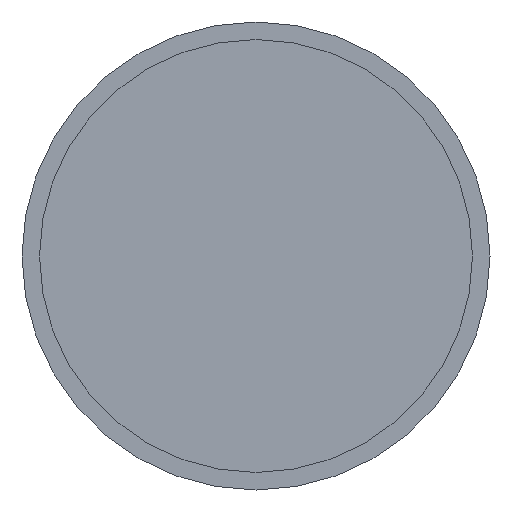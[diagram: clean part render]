
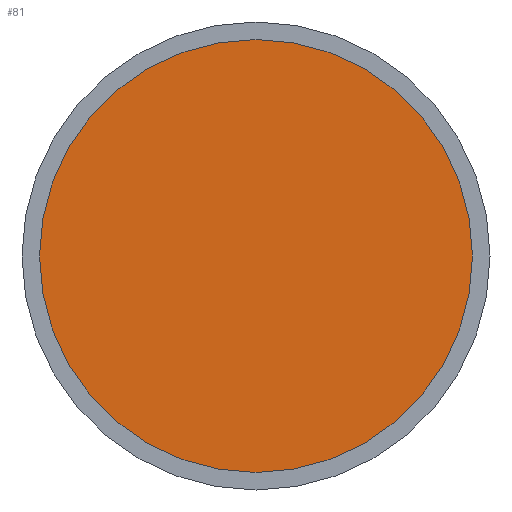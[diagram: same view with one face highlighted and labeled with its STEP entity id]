
A CAD part, front view. The second image highlights one B-rep face of the part: STEP entity #81.
In plain terms, the highlighted planar face has unit normal (0, -1, 0).
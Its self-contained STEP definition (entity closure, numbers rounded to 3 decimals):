
#81 = ADVANCED_FACE( '', ( #169 ), #170, .F. );
#169 = FACE_OUTER_BOUND( '', #286, .T. );
#170 = PLANE( '', #287 );
#286 = EDGE_LOOP( '', ( #420 ) );
#287 = AXIS2_PLACEMENT_3D( '', #421, #422, #423 );
#420 = ORIENTED_EDGE( '', *, *, #472, .T. );
#421 = CARTESIAN_POINT( '', ( 46.25, 3., 0. ) );
#422 = DIRECTION( '', ( 0., 1., 0. ) );
#423 = DIRECTION( '', ( 0., 0., 1. ) );
#472 = EDGE_CURVE( '', #543, #543, #544, .T. );
#543 = VERTEX_POINT( '', #623 );
#544 = CIRCLE( '', #624, 46.25 );
#623 = CARTESIAN_POINT( '', ( 0., 3., -46.25 ) );
#624 = AXIS2_PLACEMENT_3D( '', #700, #701, #702 );
#700 = CARTESIAN_POINT( '', ( 0., 3., 0. ) );
#701 = DIRECTION( '', ( 0., -1., 0. ) );
#702 = DIRECTION( '', ( 0., 0., -1. ) );
